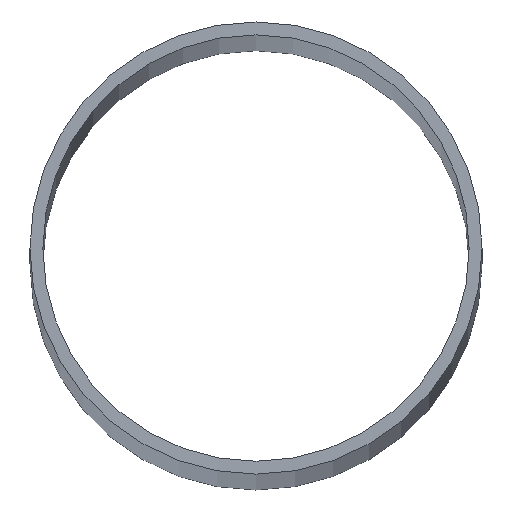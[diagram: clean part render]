
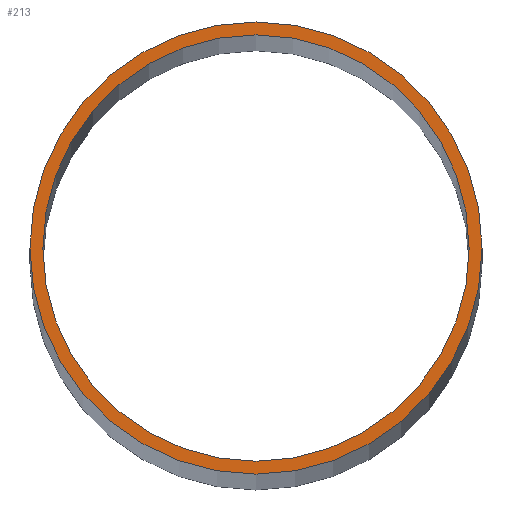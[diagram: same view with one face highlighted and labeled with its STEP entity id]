
A CAD part, top view. The second image highlights one B-rep face of the part: STEP entity #213.
In plain terms, the highlighted planar face has unit normal (0, 0, 1).
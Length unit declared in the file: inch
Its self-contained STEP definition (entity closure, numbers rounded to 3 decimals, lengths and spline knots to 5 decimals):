
#7 = PLANE ( 'NONE',  #51 ) ;
#10 = DIRECTION ( 'NONE',  ( 1., 0., 0. ) ) ;
#13 = EDGE_CURVE ( 'NONE', #117, #43, #143, .T. ) ;
#16 = AXIS2_PLACEMENT_3D ( 'NONE', #142, #204, #60 ) ;
#22 = DIRECTION ( 'NONE',  ( 1., 0., 0. ) ) ;
#26 = EDGE_CURVE ( 'NONE', #43, #117, #130, .T. ) ;
#32 = CARTESIAN_POINT ( 'NONE',  ( -5.375, 0., 216. ) ) ;
#40 = EDGE_CURVE ( 'NONE', #42, #188, #167, .T. ) ;
#42 = VERTEX_POINT ( 'NONE', #102 ) ;
#43 = VERTEX_POINT ( 'NONE', #186 ) ;
#46 = ORIENTED_EDGE ( 'NONE', *, *, #13, .F. ) ;
#50 = AXIS2_PLACEMENT_3D ( 'NONE', #200, #122, #22 ) ;
#51 = AXIS2_PLACEMENT_3D ( 'NONE', #88, #126, #10 ) ;
#60 = DIRECTION ( 'NONE',  ( 1., 0., 0. ) ) ;
#63 = AXIS2_PLACEMENT_3D ( 'NONE', #80, #187, #124 ) ;
#65 = ORIENTED_EDGE ( 'NONE', *, *, #82, .T. ) ;
#73 = DIRECTION ( 'NONE',  ( 1., 0., 0. ) ) ;
#75 = CARTESIAN_POINT ( 'NONE',  ( 0., 0., 216. ) ) ;
#80 = CARTESIAN_POINT ( 'NONE',  ( 0., 0., 216. ) ) ;
#82 = EDGE_CURVE ( 'NONE', #188, #42, #230, .T. ) ;
#88 = CARTESIAN_POINT ( 'NONE',  ( 0., 0., 216. ) ) ;
#102 = CARTESIAN_POINT ( 'NONE',  ( 5.375, 0., 216. ) ) ;
#117 = VERTEX_POINT ( 'NONE', #153 ) ;
#122 = DIRECTION ( 'NONE',  ( 0., 0., 1. ) ) ;
#124 = DIRECTION ( 'NONE',  ( 1., 0., 0. ) ) ;
#126 = DIRECTION ( 'NONE',  ( 0., 0., 1. ) ) ;
#130 = CIRCLE ( 'NONE', #16, 5.068 ) ;
#142 = CARTESIAN_POINT ( 'NONE',  ( 0., 0., 216. ) ) ;
#143 = CIRCLE ( 'NONE', #63, 5.068 ) ;
#153 = CARTESIAN_POINT ( 'NONE',  ( -5.068, 0., 216. ) ) ;
#158 = AXIS2_PLACEMENT_3D ( 'NONE', #75, #244, #73 ) ;
#167 = CIRCLE ( 'NONE', #50, 5.375 ) ;
#184 = EDGE_LOOP ( 'NONE', ( #46, #222 ) ) ;
#186 = CARTESIAN_POINT ( 'NONE',  ( 5.068, 0., 216. ) ) ;
#187 = DIRECTION ( 'NONE',  ( 0., 0., 1. ) ) ;
#188 = VERTEX_POINT ( 'NONE', #32 ) ;
#200 = CARTESIAN_POINT ( 'NONE',  ( 0., 0., 216. ) ) ;
#204 = DIRECTION ( 'NONE',  ( 0., 0., 1. ) ) ;
#209 = FACE_BOUND ( 'NONE', #184, .T. ) ;
#213 = ADVANCED_FACE ( 'NONE', ( #242, #209 ), #7, .T. ) ;
#222 = ORIENTED_EDGE ( 'NONE', *, *, #26, .F. ) ;
#230 = CIRCLE ( 'NONE', #158, 5.375 ) ;
#236 = EDGE_LOOP ( 'NONE', ( #65, #240 ) ) ;
#240 = ORIENTED_EDGE ( 'NONE', *, *, #40, .T. ) ;
#242 = FACE_OUTER_BOUND ( 'NONE', #236, .T. ) ;
#244 = DIRECTION ( 'NONE',  ( 0., 0., 1. ) ) ;
